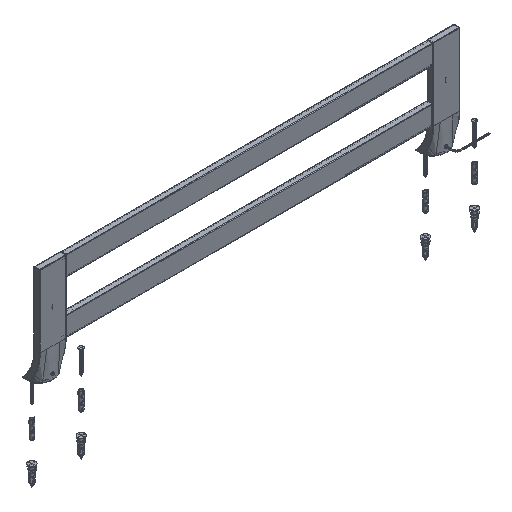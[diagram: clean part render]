
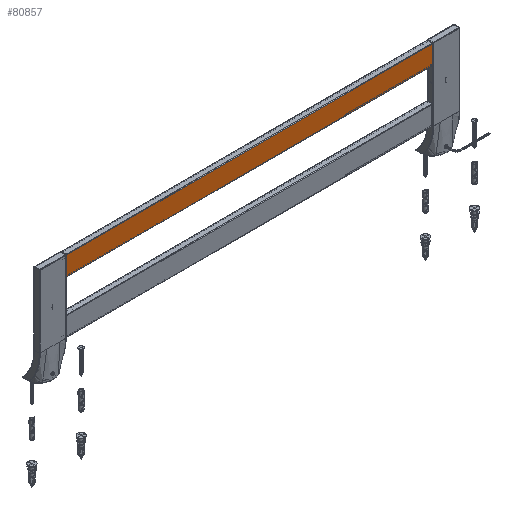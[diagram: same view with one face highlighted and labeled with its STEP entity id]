
A CAD part, isometric view. The second image highlights one B-rep face of the part: STEP entity #80857.
In plain terms, the highlighted planar face has unit normal (0, -1, 0).
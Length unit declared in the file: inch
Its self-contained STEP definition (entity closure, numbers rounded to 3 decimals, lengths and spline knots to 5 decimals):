
#80452=DIRECTION('',(-1.,0.,0.));
#80453=VECTOR('',#80452,1.14);
#80454=CARTESIAN_POINT('',(0.57,-0.175,-11.16));
#80455=LINE('',#80454,#80453);
#80456=DIRECTION('',(0.,0.,-1.));
#80457=VECTOR('',#80456,22.32);
#80458=CARTESIAN_POINT('',(-0.57,-0.175,11.16));
#80459=LINE('',#80458,#80457);
#80460=DIRECTION('',(1.,0.,0.));
#80461=VECTOR('',#80460,1.14);
#80462=CARTESIAN_POINT('',(-0.57,-0.175,11.16));
#80463=LINE('',#80462,#80461);
#80464=DIRECTION('',(0.,0.,-1.));
#80465=VECTOR('',#80464,22.32);
#80466=CARTESIAN_POINT('',(0.57,-0.175,11.16));
#80467=LINE('',#80466,#80465);
#80632=CARTESIAN_POINT('',(0.57,-0.175,-11.16));
#80633=VERTEX_POINT('',#80632);
#80636=CARTESIAN_POINT('',(-0.57,-0.175,-11.16));
#80637=VERTEX_POINT('',#80636);
#80656=CARTESIAN_POINT('',(-0.57,-0.175,11.16));
#80657=VERTEX_POINT('',#80656);
#80660=CARTESIAN_POINT('',(0.57,-0.175,11.16));
#80661=VERTEX_POINT('',#80660);
#80844=CARTESIAN_POINT('',(-0.6,-0.175,-11.19));
#80845=DIRECTION('',(0.,-1.,0.));
#80846=DIRECTION('',(1.,0.,0.));
#80847=AXIS2_PLACEMENT_3D('',#80844,#80845,#80846);
#80848=PLANE('',#80847);
#80849=ORIENTED_EDGE('',*,*,#80837,.T.);
#80850=ORIENTED_EDGE('',*,*,#80812,.F.);
#80852=ORIENTED_EDGE('',*,*,#80851,.T.);
#80854=ORIENTED_EDGE('',*,*,#80853,.T.);
#80855=EDGE_LOOP('',(#80849,#80850,#80852,#80854));
#80856=FACE_OUTER_BOUND('',#80855,.F.);
#80857=ADVANCED_FACE('',(#80856),#80848,.T.);
#80812=EDGE_CURVE('',#80657,#80637,#80459,.T.);
#80837=EDGE_CURVE('',#80633,#80637,#80455,.T.);
#80851=EDGE_CURVE('',#80657,#80661,#80463,.T.);
#80853=EDGE_CURVE('',#80661,#80633,#80467,.T.);
